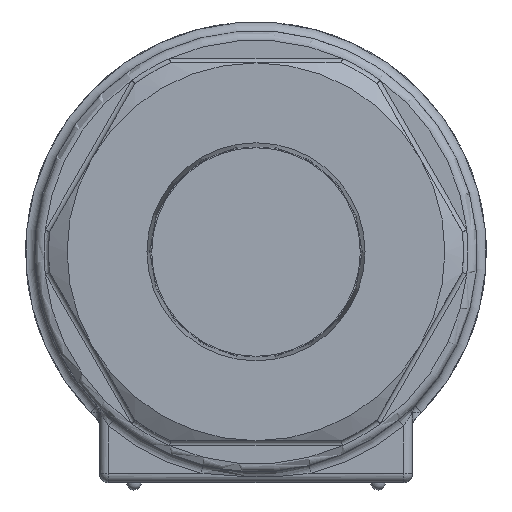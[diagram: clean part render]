
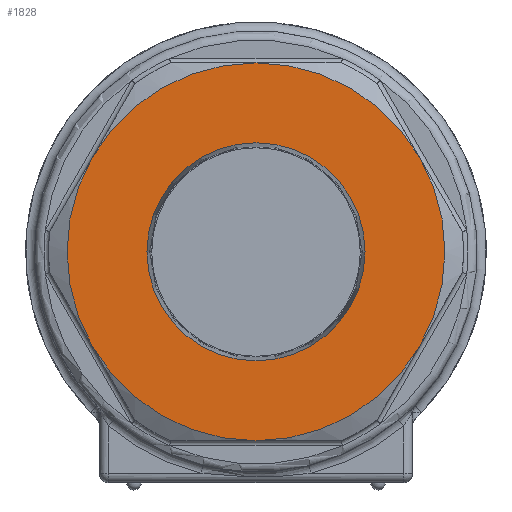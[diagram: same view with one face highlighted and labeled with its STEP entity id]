
A CAD part, top view. The second image highlights one B-rep face of the part: STEP entity #1828.
In plain terms, the highlighted planar face has unit normal (0, 0, 1).
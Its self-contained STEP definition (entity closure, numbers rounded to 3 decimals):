
#70=FACE_BOUND('',#646,.T.);
#103=PLANE('',#2061);
#503=FACE_OUTER_BOUND('',#645,.T.);
#645=EDGE_LOOP('',(#1687,#1688,#1689,#1690,#1691,#1692));
#646=EDGE_LOOP('',(#1693));
#730=CIRCLE('',#1981,11.833);
#750=CIRCLE('',#2041,20.5);
#751=CIRCLE('',#2043,20.5);
#752=CIRCLE('',#2045,20.5);
#754=CIRCLE('',#2048,20.5);
#756=CIRCLE('',#2051,20.5);
#757=CIRCLE('',#2053,20.5);
#871=VERTEX_POINT('',#3442);
#896=VERTEX_POINT('',#3725);
#899=VERTEX_POINT('',#3739);
#902=VERTEX_POINT('',#3753);
#903=VERTEX_POINT('',#3766);
#905=VERTEX_POINT('',#3774);
#907=VERTEX_POINT('',#3781);
#1084=EDGE_CURVE('',#871,#871,#730,.T.);
#1152=EDGE_CURVE('',#896,#899,#750,.T.);
#1153=EDGE_CURVE('',#899,#902,#751,.T.);
#1155=EDGE_CURVE('',#902,#903,#752,.T.);
#1158=EDGE_CURVE('',#905,#896,#754,.T.);
#1162=EDGE_CURVE('',#907,#905,#756,.T.);
#1164=EDGE_CURVE('',#903,#907,#757,.T.);
#1687=ORIENTED_EDGE('',*,*,#1152,.T.);
#1688=ORIENTED_EDGE('',*,*,#1153,.T.);
#1689=ORIENTED_EDGE('',*,*,#1155,.T.);
#1690=ORIENTED_EDGE('',*,*,#1164,.T.);
#1691=ORIENTED_EDGE('',*,*,#1162,.T.);
#1692=ORIENTED_EDGE('',*,*,#1158,.T.);
#1693=ORIENTED_EDGE('',*,*,#1084,.T.);
#1828=ADVANCED_FACE('',(#503,#70),#103,.T.);
#1981=AXIS2_PLACEMENT_3D('',#3443,#2412,#2413);
#2041=AXIS2_PLACEMENT_3D('',#3762,#2556,#2557);
#2043=AXIS2_PLACEMENT_3D('',#3764,#2560,#2561);
#2045=AXIS2_PLACEMENT_3D('',#3771,#2564,#2565);
#2048=AXIS2_PLACEMENT_3D('',#3778,#2570,#2571);
#2051=AXIS2_PLACEMENT_3D('',#3790,#2576,#2577);
#2053=AXIS2_PLACEMENT_3D('',#3796,#2580,#2581);
#2061=AXIS2_PLACEMENT_3D('',#3813,#2601,#2602);
#2412=DIRECTION('center_axis',(0.,0.,-1.));
#2413=DIRECTION('ref_axis',(1.,0.,0.));
#2556=DIRECTION('center_axis',(0.,0.,1.));
#2557=DIRECTION('ref_axis',(-1.,0.,0.));
#2560=DIRECTION('center_axis',(0.,0.,1.));
#2561=DIRECTION('ref_axis',(-1.,0.,0.));
#2564=DIRECTION('center_axis',(0.,0.,1.));
#2565=DIRECTION('ref_axis',(-1.,0.,0.));
#2570=DIRECTION('center_axis',(0.,0.,1.));
#2571=DIRECTION('ref_axis',(-1.,0.,0.));
#2576=DIRECTION('center_axis',(0.,0.,1.));
#2577=DIRECTION('ref_axis',(-1.,0.,0.));
#2580=DIRECTION('center_axis',(0.,0.,1.));
#2581=DIRECTION('ref_axis',(-1.,0.,0.));
#2601=DIRECTION('center_axis',(0.,0.,1.));
#2602=DIRECTION('ref_axis',(1.,0.,0.));
#3442=CARTESIAN_POINT('',(11.833,0.,38.));
#3443=CARTESIAN_POINT('Origin',(0.,0.,38.));
#3725=CARTESIAN_POINT('',(17.754,-10.25,38.));
#3739=CARTESIAN_POINT('',(17.754,10.25,38.));
#3753=CARTESIAN_POINT('',(0.,20.5,38.));
#3762=CARTESIAN_POINT('Origin',(0.,0.,38.));
#3764=CARTESIAN_POINT('Origin',(0.,0.,38.));
#3766=CARTESIAN_POINT('',(-17.754,10.25,38.));
#3771=CARTESIAN_POINT('Origin',(0.,0.,38.));
#3774=CARTESIAN_POINT('',(0.,-20.5,38.));
#3778=CARTESIAN_POINT('Origin',(0.,0.,38.));
#3781=CARTESIAN_POINT('',(-17.754,-10.25,38.));
#3790=CARTESIAN_POINT('Origin',(0.,0.,38.));
#3796=CARTESIAN_POINT('Origin',(0.,0.,38.));
#3813=CARTESIAN_POINT('Origin',(0.,0.,
38.));
